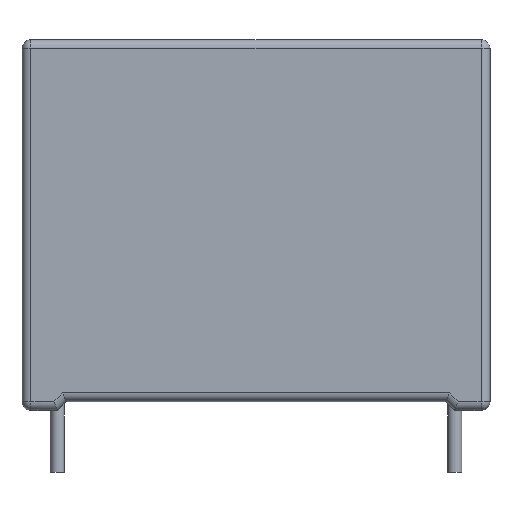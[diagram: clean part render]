
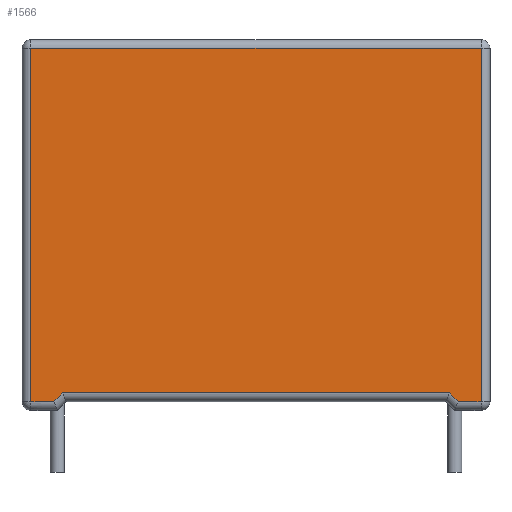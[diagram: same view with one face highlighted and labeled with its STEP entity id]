
A CAD part, front view. The second image highlights one B-rep face of the part: STEP entity #1566.
In plain terms, the highlighted planar face has unit normal (0, -1, 0).
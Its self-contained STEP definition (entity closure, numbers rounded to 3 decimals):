
#459 = ORIENTED_EDGE ( 'NONE', *, *, #4557, .T. ) ;
#507 = VERTEX_POINT ( 'NONE', #1775 ) ;
#588 = VERTEX_POINT ( 'NONE', #7279 ) ;
#720 = PLANE ( 'NONE',  #7461 ) ;
#1039 = DIRECTION ( 'NONE',  ( 1., 0., 0. ) ) ;
#1207 = ORIENTED_EDGE ( 'NONE', *, *, #10908, .T. ) ;
#1562 = DIRECTION ( 'NONE',  ( 0.7, 0., 0.714 ) ) ;
#1566 = ADVANCED_FACE ( 'NONE', ( #9710 ), #720, .F. ) ;
#1733 = LINE ( 'NONE', #10964, #10660 ) ;
#1738 = CARTESIAN_POINT ( 'NONE',  ( 0.843, 0., 0.826 ) ) ;
#1775 = CARTESIAN_POINT ( 'NONE',  ( -12.75, 0., 10. ) ) ;
#1995 = DIRECTION ( 'NONE',  ( 0., 0., 1. ) ) ;
#2105 = CARTESIAN_POINT ( 'NONE',  ( 11.45, 0., -10. ) ) ;
#2520 = ORIENTED_EDGE ( 'NONE', *, *, #6852, .T. ) ;
#2685 = LINE ( 'NONE', #6690, #9885 ) ;
#2812 = LINE ( 'NONE', #10728, #5038 ) ;
#3043 = DIRECTION ( 'NONE',  ( 0., 0., -1. ) ) ;
#3249 = VERTEX_POINT ( 'NONE', #9825 ) ;
#3257 = CARTESIAN_POINT ( 'NONE',  ( -10.96, 0., -9.5 ) ) ;
#3576 = EDGE_CURVE ( 'NONE', #9734, #588, #1733, .T. ) ;
#3794 = DIRECTION ( 'NONE',  ( 0.7, 0., -0.714 ) ) ;
#3920 = CARTESIAN_POINT ( 'NONE',  ( 10.96, 0., -9.5 ) ) ;
#4308 = DIRECTION ( 'NONE',  ( 1., 0., 0. ) ) ;
#4372 = LINE ( 'NONE', #8344, #4560 ) ;
#4557 = EDGE_CURVE ( 'NONE', #11283, #3249, #4372, .T. ) ;
#4560 = VECTOR ( 'NONE', #4308, 1000. ) ;
#4609 = VERTEX_POINT ( 'NONE', #2105 ) ;
#4791 = ORIENTED_EDGE ( 'NONE', *, *, #4968, .T. ) ;
#4968 = EDGE_CURVE ( 'NONE', #4609, #9734, #12224, .T. ) ;
#5038 = VECTOR ( 'NONE', #1562, 1000. ) ;
#5088 = CARTESIAN_POINT ( 'NONE',  ( 0., 0., -10. ) ) ;
#5449 = CARTESIAN_POINT ( 'NONE',  ( -12.75, 0., -10. ) ) ;
#6034 = EDGE_CURVE ( 'NONE', #12404, #4609, #6739, .T. ) ;
#6542 = ORIENTED_EDGE ( 'NONE', *, *, #3576, .T. ) ;
#6627 = VECTOR ( 'NONE', #11066, 1000. ) ;
#6690 = CARTESIAN_POINT ( 'NONE',  ( -12.75, 0., 0. ) ) ;
#6739 = LINE ( 'NONE', #1738, #9154 ) ;
#6852 = EDGE_CURVE ( 'NONE', #3249, #9347, #2812, .T. ) ;
#7279 = CARTESIAN_POINT ( 'NONE',  ( 12.75, 0., 10. ) ) ;
#7461 = AXIS2_PLACEMENT_3D ( 'NONE', #9774, #7931, #12901 ) ;
#7705 = EDGE_LOOP ( 'NONE', ( #12540, #8174, #459, #2520, #1207, #8990, #4791, #6542 ) ) ;
#7931 = DIRECTION ( 'NONE',  ( 0., 1., 0. ) ) ;
#8174 = ORIENTED_EDGE ( 'NONE', *, *, #12838, .T. ) ;
#8344 = CARTESIAN_POINT ( 'NONE',  ( 0., 0., -10. ) ) ;
#8990 = ORIENTED_EDGE ( 'NONE', *, *, #6034, .T. ) ;
#9154 = VECTOR ( 'NONE', #3794, 1000. ) ;
#9347 = VERTEX_POINT ( 'NONE', #3257 ) ;
#9474 = VECTOR ( 'NONE', #1039, 1000. ) ;
#9710 = FACE_OUTER_BOUND ( 'NONE', #7705, .T. ) ;
#9734 = VERTEX_POINT ( 'NONE', #12170 ) ;
#9774 = CARTESIAN_POINT ( 'NONE',  ( 0., 0., 0. ) ) ;
#9825 = CARTESIAN_POINT ( 'NONE',  ( -11.45, 0., -10. ) ) ;
#9830 = LINE ( 'NONE', #10980, #9865 ) ;
#9865 = VECTOR ( 'NONE', #11894, 1000. ) ;
#9885 = VECTOR ( 'NONE', #3043, 1000. ) ;
#10028 = CARTESIAN_POINT ( 'NONE',  ( 0., 0., -9.5 ) ) ;
#10660 = VECTOR ( 'NONE', #1995, 1000. ) ;
#10728 = CARTESIAN_POINT ( 'NONE',  ( -0.843, 0., 0.826 ) ) ;
#10908 = EDGE_CURVE ( 'NONE', #9347, #12404, #11969, .T. ) ;
#10964 = CARTESIAN_POINT ( 'NONE',  ( 12.75, 0., 0. ) ) ;
#10980 = CARTESIAN_POINT ( 'NONE',  ( 0., 0., 10. ) ) ;
#11066 = DIRECTION ( 'NONE',  ( 1., 0., 0. ) ) ;
#11283 = VERTEX_POINT ( 'NONE', #5449 ) ;
#11894 = DIRECTION ( 'NONE',  ( -1., 0., 0. ) ) ;
#11969 = LINE ( 'NONE', #10028, #9474 ) ;
#12010 = EDGE_CURVE ( 'NONE', #588, #507, #9830, .T. ) ;
#12170 = CARTESIAN_POINT ( 'NONE',  ( 12.75, 0., -10. ) ) ;
#12224 = LINE ( 'NONE', #5088, #6627 ) ;
#12404 = VERTEX_POINT ( 'NONE', #3920 ) ;
#12540 = ORIENTED_EDGE ( 'NONE', *, *, #12010, .T. ) ;
#12838 = EDGE_CURVE ( 'NONE', #507, #11283, #2685, .T. ) ;
#12901 = DIRECTION ( 'NONE',  ( 0., 0., 1. ) ) ;
